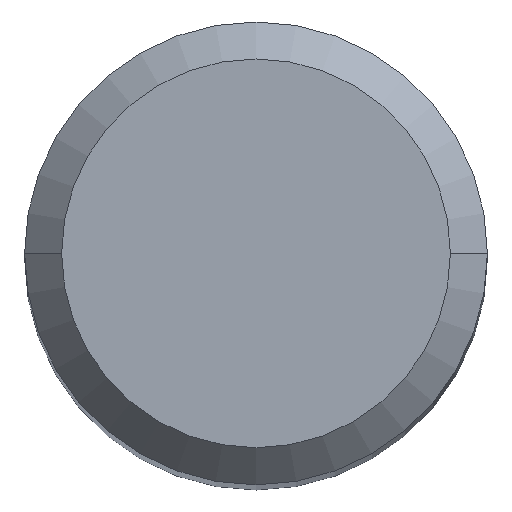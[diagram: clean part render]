
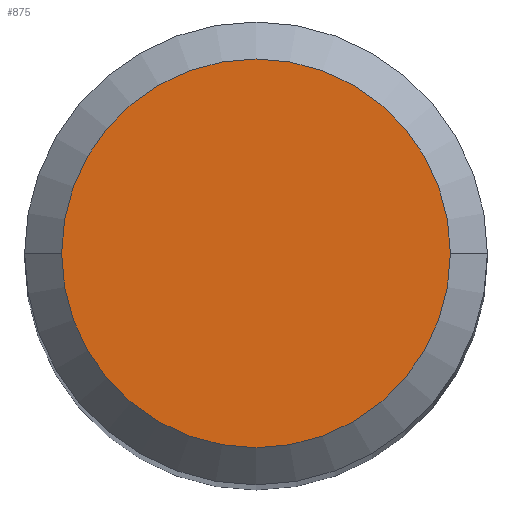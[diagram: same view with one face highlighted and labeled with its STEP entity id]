
A CAD part, top view. The second image highlights one B-rep face of the part: STEP entity #875.
In plain terms, the highlighted planar face has unit normal (0, 0, 1).
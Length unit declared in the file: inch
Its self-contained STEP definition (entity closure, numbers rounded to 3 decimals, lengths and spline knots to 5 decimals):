
#45 = AXIS2_PLACEMENT_3D ( 'NONE', #867, #1010, #295 ) ;
#69 = ORIENTED_EDGE ( 'NONE', *, *, #139, .T. ) ;
#124 = EDGE_CURVE ( 'NONE', #600, #253, #421, .T. ) ;
#139 = EDGE_CURVE ( 'NONE', #253, #600, #623, .T. ) ;
#253 = VERTEX_POINT ( 'NONE', #306 ) ;
#283 = DIRECTION ( 'NONE',  ( 1., 0., 0. ) ) ;
#295 = DIRECTION ( 'NONE',  ( 1., 0., 0. ) ) ;
#306 = CARTESIAN_POINT ( 'NONE',  ( 0.07875, 0., 2. ) ) ;
#407 = PLANE ( 'NONE',  #755 ) ;
#421 = CIRCLE ( 'NONE', #45, 0.07875 ) ;
#445 = CARTESIAN_POINT ( 'NONE',  ( 0., 0., 2. ) ) ;
#478 = ORIENTED_EDGE ( 'NONE', *, *, #124, .T. ) ;
#566 = DIRECTION ( 'NONE',  ( 1., 0., 0. ) ) ;
#600 = VERTEX_POINT ( 'NONE', #630 ) ;
#623 = CIRCLE ( 'NONE', #1046, 0.07875 ) ;
#630 = CARTESIAN_POINT ( 'NONE',  ( -0.07875, 0., 2. ) ) ;
#647 = DIRECTION ( 'NONE',  ( 0., 0., 1. ) ) ;
#749 = EDGE_LOOP ( 'NONE', ( #478, #69 ) ) ;
#755 = AXIS2_PLACEMENT_3D ( 'NONE', #1051, #647, #566 ) ;
#765 = DIRECTION ( 'NONE',  ( 0., 0., 1. ) ) ;
#867 = CARTESIAN_POINT ( 'NONE',  ( 0., 0., 2. ) ) ;
#875 = ADVANCED_FACE ( 'NONE', ( #881 ), #407, .T. ) ;
#881 = FACE_OUTER_BOUND ( 'NONE', #749, .T. ) ;
#1010 = DIRECTION ( 'NONE',  ( 0., 0., 1. ) ) ;
#1046 = AXIS2_PLACEMENT_3D ( 'NONE', #445, #765, #283 ) ;
#1051 = CARTESIAN_POINT ( 'NONE',  ( 0., 0., 2. ) ) ;
